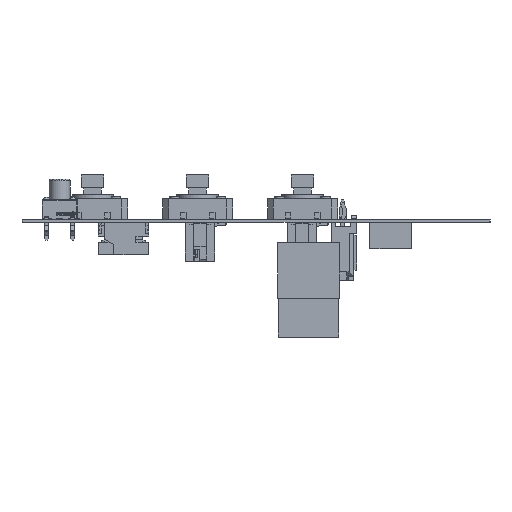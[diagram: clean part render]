
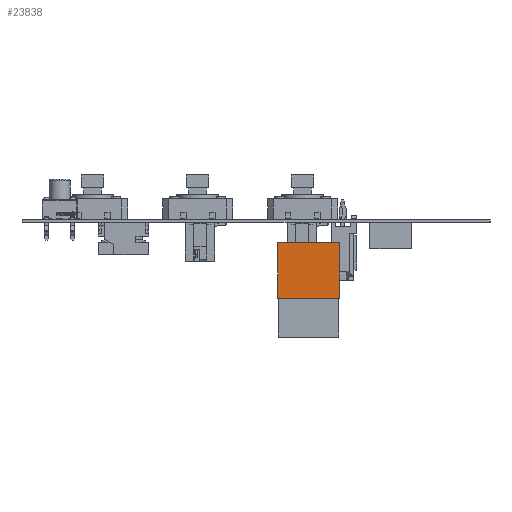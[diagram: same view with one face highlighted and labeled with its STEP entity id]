
A CAD part, front view. The second image highlights one B-rep face of the part: STEP entity #23838.
In plain terms, the highlighted planar face has unit normal (0, -1, 0).
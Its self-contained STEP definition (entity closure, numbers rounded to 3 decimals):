
#23813 = VERTEX_POINT('',#23814);
#23814 = CARTESIAN_POINT('',(-5.25,-2.35,9.55));
#23820 = EDGE_CURVE('',#23821,#23813,#23823,.T.);
#23821 = VERTEX_POINT('',#23822);
#23822 = CARTESIAN_POINT('',(-5.25,-2.35,0.));
#23823 = LINE('',#23824,#23825);
#23824 = CARTESIAN_POINT('',(-5.25,-2.35,0.));
#23825 = VECTOR('',#23826,1.);
#23826 = DIRECTION('',(0.,0.,1.));
#23838 = ADVANCED_FACE('',(#23839),#23864,.F.);
#23839 = FACE_BOUND('',#23840,.F.);
#23840 = EDGE_LOOP('',(#23841,#23842,#23850,#23858));
#23841 = ORIENTED_EDGE('',*,*,#23820,.T.);
#23842 = ORIENTED_EDGE('',*,*,#23843,.T.);
#23843 = EDGE_CURVE('',#23813,#23844,#23846,.T.);
#23844 = VERTEX_POINT('',#23845);
#23845 = CARTESIAN_POINT('',(5.25,-2.35,9.55));
#23846 = LINE('',#23847,#23848);
#23847 = CARTESIAN_POINT('',(-5.25,-2.35,9.55));
#23848 = VECTOR('',#23849,1.);
#23849 = DIRECTION('',(1.,0.,0.));
#23850 = ORIENTED_EDGE('',*,*,#23851,.F.);
#23851 = EDGE_CURVE('',#23852,#23844,#23854,.T.);
#23852 = VERTEX_POINT('',#23853);
#23853 = CARTESIAN_POINT('',(5.25,-2.35,0.));
#23854 = LINE('',#23855,#23856);
#23855 = CARTESIAN_POINT('',(5.25,-2.35,0.));
#23856 = VECTOR('',#23857,1.);
#23857 = DIRECTION('',(0.,0.,1.));
#23858 = ORIENTED_EDGE('',*,*,#23859,.F.);
#23859 = EDGE_CURVE('',#23821,#23852,#23860,.T.);
#23860 = LINE('',#23861,#23862);
#23861 = CARTESIAN_POINT('',(-5.25,-2.35,0.));
#23862 = VECTOR('',#23863,1.);
#23863 = DIRECTION('',(1.,0.,0.));
#23864 = PLANE('',#23865);
#23865 = AXIS2_PLACEMENT_3D('',#23866,#23867,#23868);
#23866 = CARTESIAN_POINT('',(-5.25,-2.35,0.));
#23867 = DIRECTION('',(0.,1.,0.));
#23868 = DIRECTION('',(1.,0.,0.));
